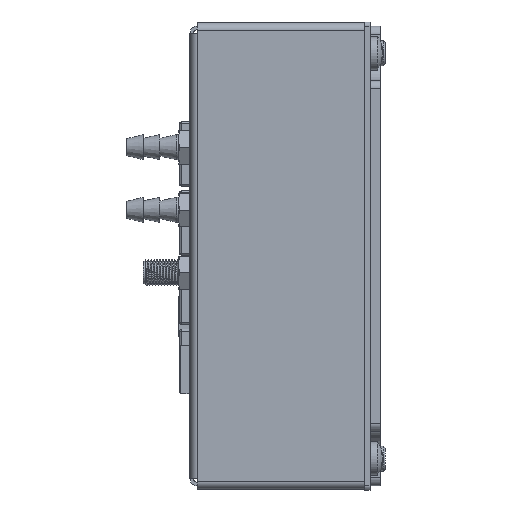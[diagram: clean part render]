
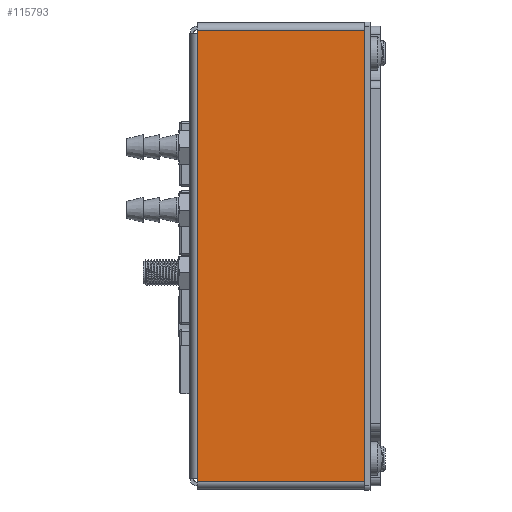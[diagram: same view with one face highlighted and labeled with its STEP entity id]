
A CAD part, left-side view. The second image highlights one B-rep face of the part: STEP entity #115793.
In plain terms, the highlighted planar face has unit normal (-1, 0, 0).
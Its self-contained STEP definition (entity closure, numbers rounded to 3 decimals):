
#115493 = VERTEX_POINT('',#115494);
#115494 = CARTESIAN_POINT('',(0.,-20.,54.));
#115649 = VERTEX_POINT('',#115650);
#115650 = CARTESIAN_POINT('',(0.,20.,54.));
#115659 = EDGE_CURVE('',#115493,#115649,#115660,.T.);
#115660 = LINE('',#115661,#115662);
#115661 = CARTESIAN_POINT('',(0.,-20.,54.));
#115662 = VECTOR('',#115663,1.);
#115663 = DIRECTION('',(0.,1.,0.));
#115699 = VERTEX_POINT('',#115700);
#115700 = CARTESIAN_POINT('',(0.,-20.,-54.));
#115715 = EDGE_CURVE('',#115699,#115493,#115716,.T.);
#115716 = LINE('',#115717,#115718);
#115717 = CARTESIAN_POINT('',(0.,-20.,-54.));
#115718 = VECTOR('',#115719,1.);
#115719 = DIRECTION('',(0.,0.,1.));
#115793 = ADVANCED_FACE('',(#115794),#115812,.T.);
#115794 = FACE_BOUND('',#115795,.T.);
#115795 = EDGE_LOOP('',(#115796,#115797,#115805,#115811));
#115796 = ORIENTED_EDGE('',*,*,#115659,.T.);
#115797 = ORIENTED_EDGE('',*,*,#115798,.T.);
#115798 = EDGE_CURVE('',#115649,#115799,#115801,.T.);
#115799 = VERTEX_POINT('',#115800);
#115800 = CARTESIAN_POINT('',(0.,20.,-54.));
#115801 = LINE('',#115802,#115803);
#115802 = CARTESIAN_POINT('',(0.,20.,54.));
#115803 = VECTOR('',#115804,1.);
#115804 = DIRECTION('',(0.,0.,-1.));
#115805 = ORIENTED_EDGE('',*,*,#115806,.T.);
#115806 = EDGE_CURVE('',#115799,#115699,#115807,.T.);
#115807 = LINE('',#115808,#115809);
#115808 = CARTESIAN_POINT('',(0.,20.,-54.));
#115809 = VECTOR('',#115810,1.);
#115810 = DIRECTION('',(0.,-1.,0.));
#115811 = ORIENTED_EDGE('',*,*,#115715,.T.);
#115812 = PLANE('',#115813);
#115813 = AXIS2_PLACEMENT_3D('',#115814,#115815,#115816);
#115814 = CARTESIAN_POINT('',(0.,0.,0.));
#115815 = DIRECTION('',(-1.,0.,0.));
#115816 = DIRECTION('',(0.,0.,-1.));
